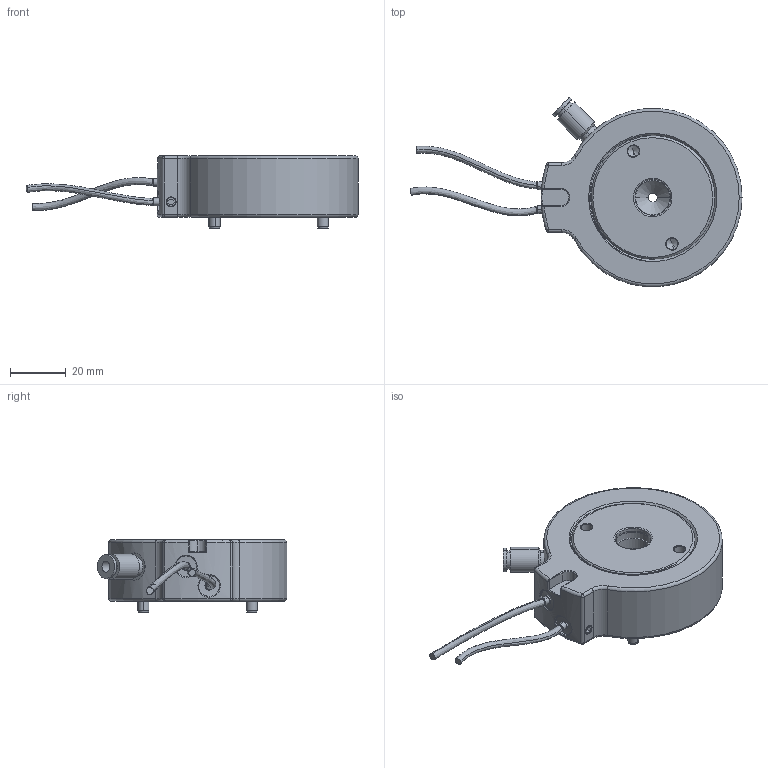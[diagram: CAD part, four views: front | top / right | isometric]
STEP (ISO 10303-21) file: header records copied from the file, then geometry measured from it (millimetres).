
FILE_DESCRIPTION (( 'STEP AP214' ), '1' );
FILE_NAME ('Q2-湍換覜盄.STEP', '2021-04-15T10:38:13', ( '' ), ( '' ), 'SwSTEP 2.0', 'SolidWorks 2018', '' );
FILE_SCHEMA (( 'AUTOMOTIVE_DESIGN' ));
Length unit declared in the file: millimetre
Products named in the file (1): Q2-湍換覜盄
Bounding box: 119.01 x 67.82 x 25.9 mm (x, y, z)
Volume: 90067.6 mm3; surface area: 23584.8 mm2
Topology: 11 solids, 11 shells, 393 faces, 920 edges, 546 vertices
Faces by surface type: cone 157, cylinder 137, plane 64, torus 17, bspline 14, sphere 4
Entity records: 22002 total; most frequent: CARTESIAN_POINT 8692, DIRECTION 1965, ORIENTED_EDGE 1776, EDGE_CURVE 888, AXIS2_PLACEMENT_3D 804, VERTEX_POINT 546, EDGE_LOOP 428, CIRCLE 424
